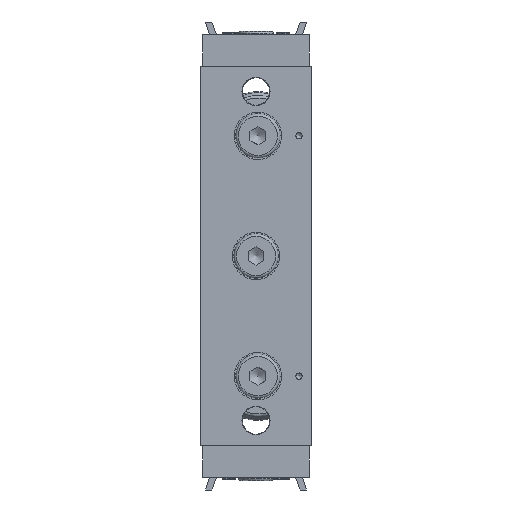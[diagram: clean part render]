
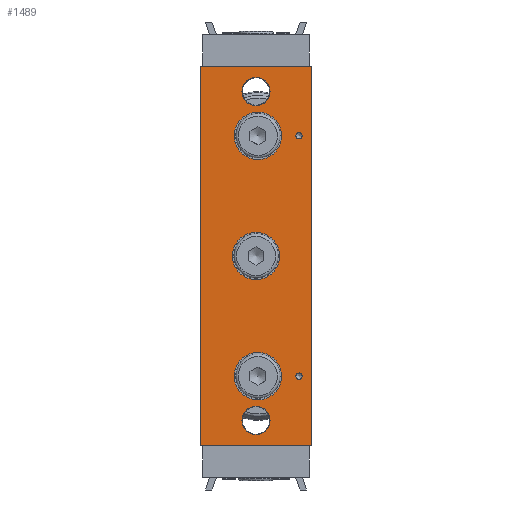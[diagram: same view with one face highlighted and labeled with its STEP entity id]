
A CAD part, left-side view. The second image highlights one B-rep face of the part: STEP entity #1489.
In plain terms, the highlighted planar face has unit normal (-1, 0, 0).
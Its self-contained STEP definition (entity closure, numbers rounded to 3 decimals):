
#430=CARTESIAN_POINT('',(0.0,8.8,33.75));
#431=VERTEX_POINT('',#430);
#432=CARTESIAN_POINT('',(0.0,8.8,30.0));
#433=DIRECTION('',(1.0,0.0,0.0));
#434=DIRECTION('',(0.0,0.0,1.0));
#435=AXIS2_PLACEMENT_3D('',#432,#433,#434);
#436=CIRCLE('',#435,3.75);
#437=EDGE_CURVE('',#431,#431,#436,.T.);
#507=CARTESIAN_POINT('',(0.0,8.8,58.23));
#508=VERTEX_POINT('',#507);
#509=CARTESIAN_POINT('',(0.0,8.8,56.));
#510=DIRECTION('',(1.0,0.0,0.0));
#511=DIRECTION('',(0.0,0.0,1.0));
#512=AXIS2_PLACEMENT_3D('',#509,#510,#511);
#513=CIRCLE('',#512,2.23);
#514=EDGE_CURVE('',#508,#508,#513,.T.);
#559=CARTESIAN_POINT('',(0.0,8.8,6.23));
#560=VERTEX_POINT('',#559);
#561=CARTESIAN_POINT('',(0.0,8.8,4.));
#562=DIRECTION('',(1.0,0.0,0.0));
#563=DIRECTION('',(0.0,0.0,1.0));
#564=AXIS2_PLACEMENT_3D('',#561,#562,#563);
#565=CIRCLE('',#564,2.23);
#566=EDGE_CURVE('',#560,#560,#565,.T.);
#646=CARTESIAN_POINT('',(0.0,2.0,49.5));
#647=VERTEX_POINT('',#646);
#648=CARTESIAN_POINT('',(0.0,2.0,49.0));
#649=DIRECTION('',(1.0,0.0,0.0));
#650=DIRECTION('',(0.0,0.0,1.0));
#651=AXIS2_PLACEMENT_3D('',#648,#649,#650);
#652=CIRCLE('',#651,0.5);
#653=EDGE_CURVE('',#647,#647,#652,.T.);
#784=CARTESIAN_POINT('',(0.0,8.5,52.75));
#785=VERTEX_POINT('',#784);
#786=CARTESIAN_POINT('',(0.0,8.5,49.0));
#787=DIRECTION('',(1.0,0.0,0.0));
#788=DIRECTION('',(0.0,0.0,1.0));
#789=AXIS2_PLACEMENT_3D('',#786,#787,#788);
#790=CIRCLE('',#789,3.75);
#791=EDGE_CURVE('',#785,#785,#790,.T.);
#965=CARTESIAN_POINT('',(0.0,2.0,11.5));
#966=VERTEX_POINT('',#965);
#967=CARTESIAN_POINT('',(0.0,2.0,11.0));
#968=DIRECTION('',(1.0,0.0,0.0));
#969=DIRECTION('',(0.0,0.0,1.0));
#970=AXIS2_PLACEMENT_3D('',#967,#968,#969);
#971=CIRCLE('',#970,0.5);
#972=EDGE_CURVE('',#966,#966,#971,.T.);
#1034=CARTESIAN_POINT('',(0.0,8.5,14.75));
#1035=VERTEX_POINT('',#1034);
#1036=CARTESIAN_POINT('',(0.0,8.5,11.0));
#1037=DIRECTION('',(1.0,0.0,0.0));
#1038=DIRECTION('',(0.0,0.0,1.0));
#1039=AXIS2_PLACEMENT_3D('',#1036,#1037,#1038);
#1040=CIRCLE('',#1039,3.75);
#1041=EDGE_CURVE('',#1035,#1035,#1040,.T.);
#1087=CARTESIAN_POINT('',(0.0,17.6,60.0));
#1088=VERTEX_POINT('',#1087);
#1105=CARTESIAN_POINT('',(0.0,17.6,0.0));
#1106=VERTEX_POINT('',#1105);
#1113=CARTESIAN_POINT('',(0.0,17.6,0.0));
#1114=DIRECTION('',(0.0,0.0,1.0));
#1115=VECTOR('',#1114,60.0);
#1116=LINE('',#1113,#1115);
#1117=EDGE_CURVE('',#1106,#1088,#1116,.T.);
#1421=CARTESIAN_POINT('',(0.0,0.0,60.0));
#1422=VERTEX_POINT('',#1421);
#1429=CARTESIAN_POINT('',(0.0,0.0,0.0));
#1430=VERTEX_POINT('',#1429);
#1431=CARTESIAN_POINT('',(0.0,0.0,0.0));
#1432=DIRECTION('',(0.0,0.0,1.0));
#1433=VECTOR('',#1432,60.0);
#1434=LINE('',#1431,#1433);
#1435=EDGE_CURVE('',#1430,#1422,#1434,.T.);
#1447=CARTESIAN_POINT('',(0.0,0.0,0.0));
#1448=DIRECTION('',(-1.0,0.0,0.0));
#1449=DIRECTION('',(0.0,0.0,1.0));
#1450=AXIS2_PLACEMENT_3D('',#1447,#1448,#1449);
#1451=PLANE('',#1450);
#1452=CARTESIAN_POINT('',(0.0,0.0,60.0));
#1453=DIRECTION('',(0.0,1.0,0.0));
#1454=VECTOR('',#1453,17.6);
#1455=LINE('',#1452,#1454);
#1456=EDGE_CURVE('',#1422,#1088,#1455,.T.);
#1457=ORIENTED_EDGE('',*,*,#1456,.T.);
#1458=ORIENTED_EDGE('',*,*,#1117,.F.);
#1459=CARTESIAN_POINT('',(0.0,0.0,0.0));
#1460=DIRECTION('',(0.0,1.0,0.0));
#1461=VECTOR('',#1460,17.6);
#1462=LINE('',#1459,#1461);
#1463=EDGE_CURVE('',#1430,#1106,#1462,.T.);
#1464=ORIENTED_EDGE('',*,*,#1463,.F.);
#1465=ORIENTED_EDGE('',*,*,#1435,.T.);
#1466=EDGE_LOOP('',(#1457,#1458,#1464,#1465));
#1467=FACE_OUTER_BOUND('',#1466,.T.);
#1468=ORIENTED_EDGE('',*,*,#437,.T.);
#1469=EDGE_LOOP('',(#1468));
#1470=FACE_BOUND('',#1469,.T.);
#1471=ORIENTED_EDGE('',*,*,#514,.T.);
#1472=EDGE_LOOP('',(#1471));
#1473=FACE_BOUND('',#1472,.T.);
#1474=ORIENTED_EDGE('',*,*,#566,.T.);
#1475=EDGE_LOOP('',(#1474));
#1476=FACE_BOUND('',#1475,.T.);
#1477=ORIENTED_EDGE('',*,*,#653,.T.);
#1478=EDGE_LOOP('',(#1477));
#1479=FACE_BOUND('',#1478,.T.);
#1480=ORIENTED_EDGE('',*,*,#791,.T.);
#1481=EDGE_LOOP('',(#1480));
#1482=FACE_BOUND('',#1481,.T.);
#1483=ORIENTED_EDGE('',*,*,#972,.T.);
#1484=EDGE_LOOP('',(#1483));
#1485=FACE_BOUND('',#1484,.T.);
#1486=ORIENTED_EDGE('',*,*,#1041,.T.);
#1487=EDGE_LOOP('',(#1486));
#1488=FACE_BOUND('',#1487,.T.);
#1489=ADVANCED_FACE('',(#1467,#1470,#1473,#1476,#1479,#1482,#1485,#1488),#1451,.T.);
